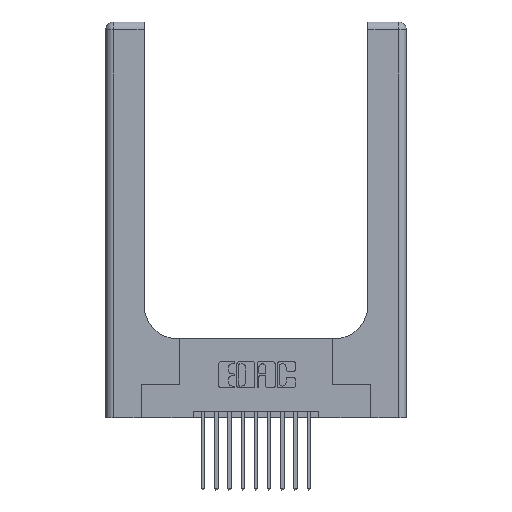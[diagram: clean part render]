
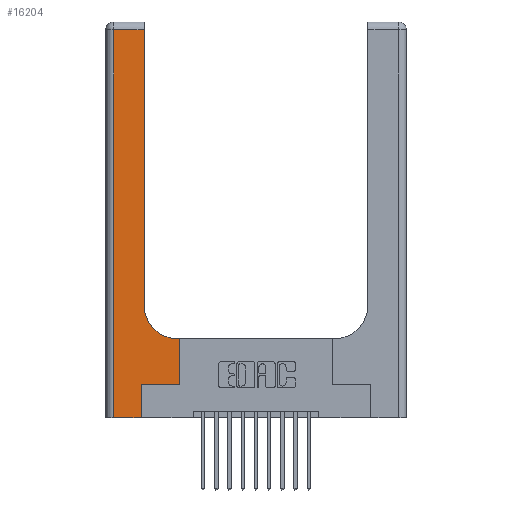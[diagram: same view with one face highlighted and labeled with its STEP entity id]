
A CAD part, top view. The second image highlights one B-rep face of the part: STEP entity #16204.
In plain terms, the highlighted planar face has unit normal (0, 0, 1).
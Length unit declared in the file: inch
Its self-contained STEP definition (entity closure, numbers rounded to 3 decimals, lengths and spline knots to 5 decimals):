
#17 = LINE ( 'NONE', #6974, #13329 ) ;
#63 = CARTESIAN_POINT ( 'NONE',  ( 0.06, 2.94, 0.37 ) ) ;
#234 = DIRECTION ( 'NONE',  ( -1., 0., 0. ) ) ;
#399 = CIRCLE ( 'NONE', #12313, 0.25 ) ;
#996 = ORIENTED_EDGE ( 'NONE', *, *, #5913, .T. ) ;
#1092 = EDGE_CURVE ( 'NONE', #11850, #11546, #6562, .T. ) ;
#1195 = CARTESIAN_POINT ( 'NONE',  ( 0.2915, 0.85, 0.37 ) ) ;
#1505 = LINE ( 'NONE', #16036, #7551 ) ;
#1508 = CARTESIAN_POINT ( 'NONE',  ( 0.269, 0.25, 0.37 ) ) ;
#2328 = DIRECTION ( 'NONE',  ( 1., 0., 0. ) ) ;
#2686 = DIRECTION ( 'NONE',  ( 0., 1., 0. ) ) ;
#2821 = ORIENTED_EDGE ( 'NONE', *, *, #1092, .T. ) ;
#2822 = DIRECTION ( 'NONE',  ( 1., 0., 0. ) ) ;
#3042 = CARTESIAN_POINT ( 'NONE',  ( 0.5585, 0.6, 0.37 ) ) ;
#3274 = VERTEX_POINT ( 'NONE', #1195 ) ;
#3611 = VECTOR ( 'NONE', #13700, 39.37008 ) ;
#3819 = CARTESIAN_POINT ( 'NONE',  ( 0.269, 0., 0.37 ) ) ;
#3921 = CARTESIAN_POINT ( 'NONE',  ( 0.5415, 0.6, 0.37 ) ) ;
#3987 = CARTESIAN_POINT ( 'NONE',  ( 0.2915, 2.94, 0.37 ) ) ;
#4373 = ORIENTED_EDGE ( 'NONE', *, *, #16709, .T. ) ;
#4661 = FACE_OUTER_BOUND ( 'NONE', #7360, .T. ) ;
#4855 = CARTESIAN_POINT ( 'NONE',  ( 0.269, 0.25, 0.37 ) ) ;
#5059 = EDGE_CURVE ( 'NONE', #12053, #12962, #11519, .T. ) ;
#5620 = VERTEX_POINT ( 'NONE', #3921 ) ;
#5838 = CARTESIAN_POINT ( 'NONE',  ( 0.5585, 0.25, 0.37 ) ) ;
#5913 = EDGE_CURVE ( 'NONE', #6525, #5620, #17, .T. ) ;
#6046 = VECTOR ( 'NONE', #7470, 39.37008 ) ;
#6232 = CARTESIAN_POINT ( 'NONE',  ( 0.06, 0., 0.37 ) ) ;
#6525 = VERTEX_POINT ( 'NONE', #3042 ) ;
#6562 = LINE ( 'NONE', #12215, #10829 ) ;
#6974 = CARTESIAN_POINT ( 'NONE',  ( 0.2915, 0.6, 0.37 ) ) ;
#7360 = EDGE_LOOP ( 'NONE', ( #11020, #2821, #4373, #8414, #14271, #14163, #15543, #996, #7529 ) ) ;
#7470 = DIRECTION ( 'NONE',  ( 0., -1., 0. ) ) ;
#7529 = ORIENTED_EDGE ( 'NONE', *, *, #11293, .T. ) ;
#7551 = VECTOR ( 'NONE', #10906, 39.37008 ) ;
#7567 = EDGE_CURVE ( 'NONE', #12962, #7950, #11670, .T. ) ;
#7668 = EDGE_CURVE ( 'NONE', #9770, #12053, #15509, .T. ) ;
#7950 = VERTEX_POINT ( 'NONE', #5838 ) ;
#7962 = VECTOR ( 'NONE', #2686, 39.37008 ) ;
#8414 = ORIENTED_EDGE ( 'NONE', *, *, #7668, .T. ) ;
#8552 = CARTESIAN_POINT ( 'NONE',  ( 0., 0., 0.37 ) ) ;
#8836 = VECTOR ( 'NONE', #2328, 39.37008 ) ;
#9113 = CARTESIAN_POINT ( 'NONE',  ( 0.5585, 0.25, 0.37 ) ) ;
#9195 = DIRECTION ( 'NONE',  ( 0., 0., -1. ) ) ;
#9770 = VERTEX_POINT ( 'NONE', #6232 ) ;
#9966 = DIRECTION ( 'NONE',  ( 0., 1., 0. ) ) ;
#10202 = LINE ( 'NONE', #9113, #7962 ) ;
#10829 = VECTOR ( 'NONE', #234, 39.37008 ) ;
#10906 = DIRECTION ( 'NONE',  ( 0., 1., 0. ) ) ;
#11020 = ORIENTED_EDGE ( 'NONE', *, *, #13758, .T. ) ;
#11293 = EDGE_CURVE ( 'NONE', #5620, #3274, #399, .T. ) ;
#11489 = CARTESIAN_POINT ( 'NONE',  ( 0., 3., 0.37 ) ) ;
#11519 = LINE ( 'NONE', #3819, #13749 ) ;
#11543 = PLANE ( 'NONE',  #12998 ) ;
#11546 = VERTEX_POINT ( 'NONE', #63 ) ;
#11670 = LINE ( 'NONE', #4855, #8836 ) ;
#11850 = VERTEX_POINT ( 'NONE', #3987 ) ;
#12053 = VERTEX_POINT ( 'NONE', #13161 ) ;
#12215 = CARTESIAN_POINT ( 'NONE',  ( 0., 2.94, 0.37 ) ) ;
#12313 = AXIS2_PLACEMENT_3D ( 'NONE', #15905, #9195, #2822 ) ;
#12962 = VERTEX_POINT ( 'NONE', #1508 ) ;
#12998 = AXIS2_PLACEMENT_3D ( 'NONE', #11489, #13995, #16590 ) ;
#13161 = CARTESIAN_POINT ( 'NONE',  ( 0.269, 0., 0.37 ) ) ;
#13329 = VECTOR ( 'NONE', #16181, 39.37008 ) ;
#13511 = EDGE_CURVE ( 'NONE', #7950, #6525, #10202, .T. ) ;
#13700 = DIRECTION ( 'NONE',  ( 1., 0., 0. ) ) ;
#13729 = LINE ( 'NONE', #15188, #6046 ) ;
#13749 = VECTOR ( 'NONE', #9966, 39.37008 ) ;
#13758 = EDGE_CURVE ( 'NONE', #3274, #11850, #1505, .T. ) ;
#13995 = DIRECTION ( 'NONE',  ( 0., 0., -1. ) ) ;
#14163 = ORIENTED_EDGE ( 'NONE', *, *, #7567, .T. ) ;
#14271 = ORIENTED_EDGE ( 'NONE', *, *, #5059, .T. ) ;
#15188 = CARTESIAN_POINT ( 'NONE',  ( 0.06, 3., 0.37 ) ) ;
#15509 = LINE ( 'NONE', #8552, #3611 ) ;
#15543 = ORIENTED_EDGE ( 'NONE', *, *, #13511, .T. ) ;
#15905 = CARTESIAN_POINT ( 'NONE',  ( 0.5415, 0.85, 0.37 ) ) ;
#16036 = CARTESIAN_POINT ( 'NONE',  ( 0.2915, 3., 0.37 ) ) ;
#16181 = DIRECTION ( 'NONE',  ( -1., 0., 0. ) ) ;
#16204 = ADVANCED_FACE ( 'NONE', ( #4661 ), #11543, .F. ) ;
#16590 = DIRECTION ( 'NONE',  ( -1., 0., 0. ) ) ;
#16709 = EDGE_CURVE ( 'NONE', #11546, #9770, #13729, .T. ) ;
